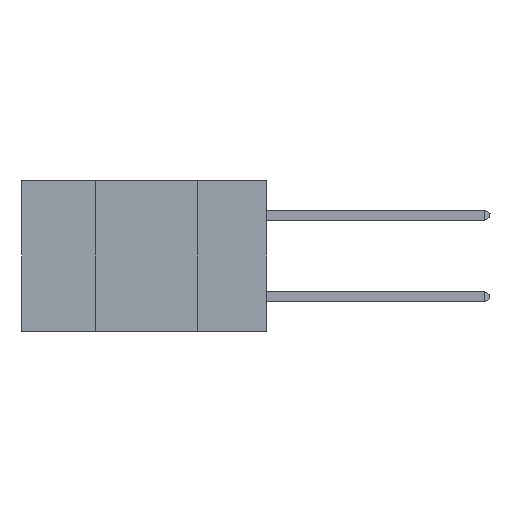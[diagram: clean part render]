
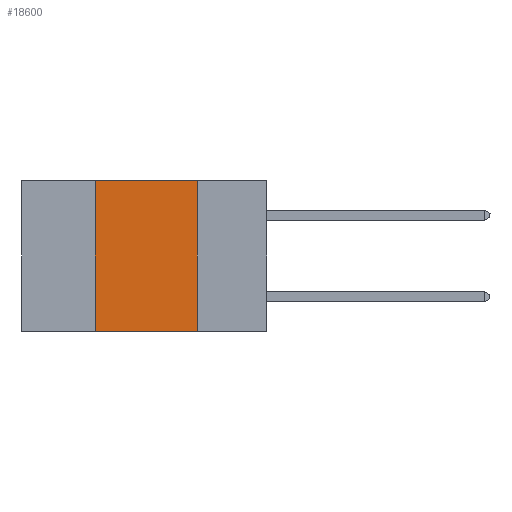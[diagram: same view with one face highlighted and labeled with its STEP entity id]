
A CAD part, left-side view. The second image highlights one B-rep face of the part: STEP entity #18600.
In plain terms, the highlighted planar face has unit normal (-1, 0, 0).
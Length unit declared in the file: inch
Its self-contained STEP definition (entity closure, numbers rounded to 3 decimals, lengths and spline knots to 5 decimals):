
#699 = PLANE ( 'NONE',  #4481 ) ;
#1373 = DIRECTION ( 'NONE',  ( 0., -1., 0. ) ) ;
#2470 = VECTOR ( 'NONE', #21762, 39.37008 ) ;
#3335 = CARTESIAN_POINT ( 'NONE',  ( 0., 0.6, 0. ) ) ;
#3663 = VERTEX_POINT ( 'NONE', #32620 ) ;
#3955 = CARTESIAN_POINT ( 'NONE',  ( 0., 0.17, 0. ) ) ;
#4481 = AXIS2_PLACEMENT_3D ( 'NONE', #3335, #8777, #8089 ) ;
#5056 = EDGE_LOOP ( 'NONE', ( #28825, #17172, #25816, #9193 ) ) ;
#5928 = VERTEX_POINT ( 'NONE', #14988 ) ;
#6384 = DIRECTION ( 'NONE',  ( 0., -1., 0. ) ) ;
#7984 = LINE ( 'NONE', #21423, #2470 ) ;
#8089 = DIRECTION ( 'NONE',  ( 0., 0., -1. ) ) ;
#8777 = DIRECTION ( 'NONE',  ( 1., 0., 0. ) ) ;
#9193 = ORIENTED_EDGE ( 'NONE', *, *, #28662, .T. ) ;
#10721 = VERTEX_POINT ( 'NONE', #3955 ) ;
#14612 = EDGE_CURVE ( 'NONE', #5928, #10721, #30394, .T. ) ;
#14988 = CARTESIAN_POINT ( 'NONE',  ( 0., 0.42, 0. ) ) ;
#15854 = EDGE_CURVE ( 'NONE', #24605, #5928, #7984, .T. ) ;
#17172 = ORIENTED_EDGE ( 'NONE', *, *, #14612, .F. ) ;
#17316 = CARTESIAN_POINT ( 'NONE',  ( 0., 0.6, 0. ) ) ;
#17759 = CARTESIAN_POINT ( 'NONE',  ( 0., 0.6, -0.37 ) ) ;
#18600 = ADVANCED_FACE ( 'NONE', ( #21698 ), #699, .F. ) ;
#20181 = VECTOR ( 'NONE', #27562, 39.37008 ) ;
#21423 = CARTESIAN_POINT ( 'NONE',  ( 0., 0.42, 0. ) ) ;
#21503 = VECTOR ( 'NONE', #6384, 39.37008 ) ;
#21698 = FACE_OUTER_BOUND ( 'NONE', #5056, .T. ) ;
#21762 = DIRECTION ( 'NONE',  ( 0., 0., 1. ) ) ;
#24605 = VERTEX_POINT ( 'NONE', #25656 ) ;
#24747 = VECTOR ( 'NONE', #1373, 39.37008 ) ;
#25656 = CARTESIAN_POINT ( 'NONE',  ( 0., 0.42, -0.37 ) ) ;
#25816 = ORIENTED_EDGE ( 'NONE', *, *, #15854, .F. ) ;
#27562 = DIRECTION ( 'NONE',  ( 0., 0., -1. ) ) ;
#27734 = CARTESIAN_POINT ( 'NONE',  ( 0., 0.17, 0. ) ) ;
#28099 = EDGE_CURVE ( 'NONE', #10721, #3663, #30357, .T. ) ;
#28662 = EDGE_CURVE ( 'NONE', #24605, #3663, #28731, .T. ) ;
#28731 = LINE ( 'NONE', #17759, #24747 ) ;
#28825 = ORIENTED_EDGE ( 'NONE', *, *, #28099, .F. ) ;
#30357 = LINE ( 'NONE', #27734, #20181 ) ;
#30394 = LINE ( 'NONE', #17316, #21503 ) ;
#32620 = CARTESIAN_POINT ( 'NONE',  ( 0., 0.17, -0.37 ) ) ;
